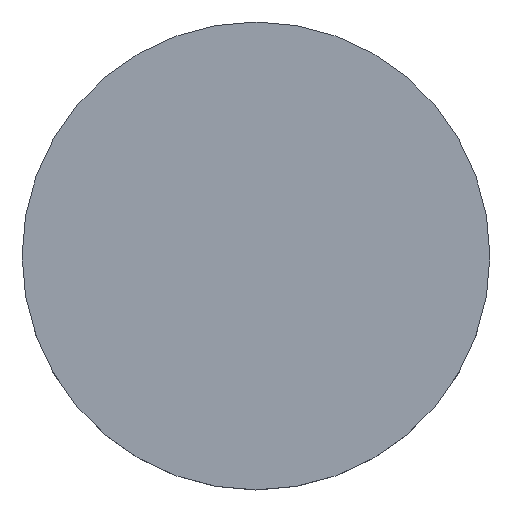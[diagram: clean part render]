
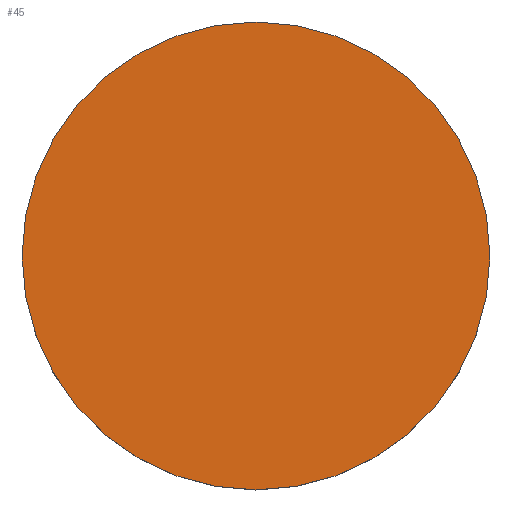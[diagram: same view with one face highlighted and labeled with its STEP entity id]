
A CAD part, top view. The second image highlights one B-rep face of the part: STEP entity #45.
In plain terms, the highlighted planar face has unit normal (0, 0, 1).
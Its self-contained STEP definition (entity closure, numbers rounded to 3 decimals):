
#41 = AXIS2_PLACEMENT_3D ( 'NONE', #117, #132, #68 ) ;
#45 = ADVANCED_FACE ( 'NONE', ( #194 ), #207, .T. ) ;
#53 = ORIENTED_EDGE ( 'NONE', *, *, #166, .F. ) ;
#58 = ORIENTED_EDGE ( 'NONE', *, *, #192, .F. ) ;
#68 = DIRECTION ( 'NONE',  ( 1., 0., 0. ) ) ;
#76 = CARTESIAN_POINT ( 'NONE',  ( -19.05, 0., 4.7 ) ) ;
#77 = DIRECTION ( 'NONE',  ( 0., 0., -1. ) ) ;
#117 = CARTESIAN_POINT ( 'NONE',  ( 0., 39.066, 4.7 ) ) ;
#122 = CARTESIAN_POINT ( 'NONE',  ( 0., 0., 4.7 ) ) ;
#125 = DIRECTION ( 'NONE',  ( 1., 0., 0. ) ) ;
#128 = CIRCLE ( 'NONE', #143, 19.05 ) ;
#132 = DIRECTION ( 'NONE',  ( 0., 0., 1. ) ) ;
#135 = CIRCLE ( 'NONE', #198, 19.05 ) ;
#138 = CARTESIAN_POINT ( 'NONE',  ( 0., 0., 4.7 ) ) ;
#143 = AXIS2_PLACEMENT_3D ( 'NONE', #138, #77, #125 ) ;
#158 = DIRECTION ( 'NONE',  ( 1., 0., 0. ) ) ;
#166 = EDGE_CURVE ( 'NONE', #188, #185, #135, .T. ) ;
#185 = VERTEX_POINT ( 'NONE', #217 ) ;
#188 = VERTEX_POINT ( 'NONE', #76 ) ;
#192 = EDGE_CURVE ( 'NONE', #185, #188, #128, .T. ) ;
#194 = FACE_OUTER_BOUND ( 'NONE', #196, .T. ) ;
#196 = EDGE_LOOP ( 'NONE', ( #58, #53 ) ) ;
#198 = AXIS2_PLACEMENT_3D ( 'NONE', #122, #219, #158 ) ;
#207 = PLANE ( 'NONE',  #41 ) ;
#217 = CARTESIAN_POINT ( 'NONE',  ( 19.05, 0., 4.7 ) ) ;
#219 = DIRECTION ( 'NONE',  ( 0., 0., -1. ) ) ;
